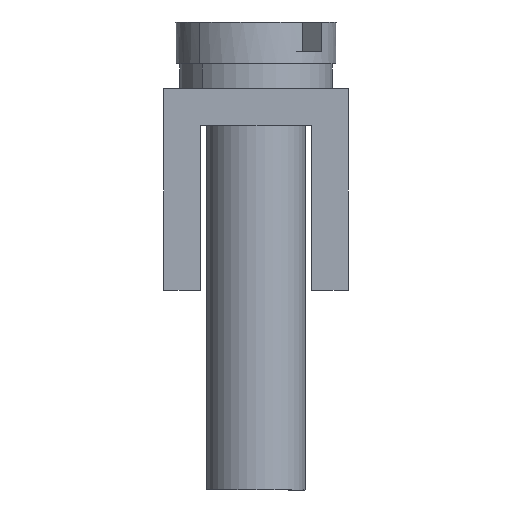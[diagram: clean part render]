
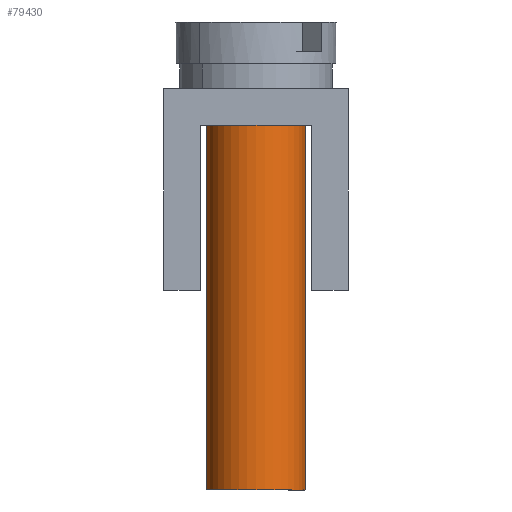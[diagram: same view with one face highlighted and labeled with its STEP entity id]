
A CAD part, left-side view. The second image highlights one B-rep face of the part: STEP entity #79430.
In plain terms, the highlighted cylindrical face has radius 2 mm (diameter 4 mm), a partial arc.
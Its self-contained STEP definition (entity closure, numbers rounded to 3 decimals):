
#12140=CARTESIAN_POINT('',(74.795,-21.375,-88.475));
#12150=DIRECTION('',(0.,-1.,0.));
#12160=VECTOR('',#12150,1.);
#12170=LINE('',#12140,#12160);
#12180=CARTESIAN_POINT('',(74.795,-15.525,-88.475));
#12190=VERTEX_POINT('',#12180);
#12200=CARTESIAN_POINT('',(74.795,-30.325,-88.475));
#12210=VERTEX_POINT('',#12200);
#12220=EDGE_CURVE('',#12190,#12210,#12170,.T.);
#12240=CARTESIAN_POINT('',(72.795,-30.325,-88.475));
#12250=DIRECTION('',(0.,-1.,0.));
#12260=DIRECTION('',(-1.,0.,0.));
#12270=AXIS2_PLACEMENT_3D('',#12240,#12250,#12260);
#12280=CIRCLE('',#12270,2.);
#12290=CARTESIAN_POINT('',(70.795,-30.325,-88.475));
#12300=VERTEX_POINT('',#12290);
#12330=CARTESIAN_POINT('',(70.795,-21.375,-88.475));
#12340=DIRECTION('',(0.,-1.,0.));
#12350=VECTOR('',#12340,1.);
#12360=LINE('',#12330,#12350);
#12370=CARTESIAN_POINT('',(70.795,-15.525,-88.475));
#12380=VERTEX_POINT('',#12370);
#12390=EDGE_CURVE('',#12380,#12300,#12360,.T.);
#12410=CARTESIAN_POINT('',(72.795,-15.525,-88.475));
#12420=DIRECTION('',(0.,-1.,0.));
#12430=DIRECTION('',(-1.,0.,0.));
#12440=AXIS2_PLACEMENT_3D('',#12410,#12420,#12430);
#12450=CIRCLE('',#12440,2.);
#20040=EDGE_CURVE('',#12300,#12210,#12280,.T.);
#28520=EDGE_CURVE('',#12380,#12190,#12450,.T.);
#79320=CARTESIAN_POINT('',(72.795,-21.375,-88.475));
#79330=DIRECTION('',(0.,-1.,0.));
#79340=DIRECTION('',(-1.,0.,0.));
#79350=AXIS2_PLACEMENT_3D('',#79320,#79330,#79340);
#79360=CYLINDRICAL_SURFACE('',#79350,2.);
#79370=ORIENTED_EDGE('',*,*,#20040,.F.);
#79380=ORIENTED_EDGE('',*,*,#12220,.T.);
#79390=ORIENTED_EDGE('',*,*,#28520,.T.);
#79400=ORIENTED_EDGE('',*,*,#12390,.F.);
#79410=EDGE_LOOP('',(#79400,#79390,#79380,#79370));
#79420=FACE_OUTER_BOUND('',#79410,.T.);
#79430=ADVANCED_FACE('',(#79420),#79360,.T.);
